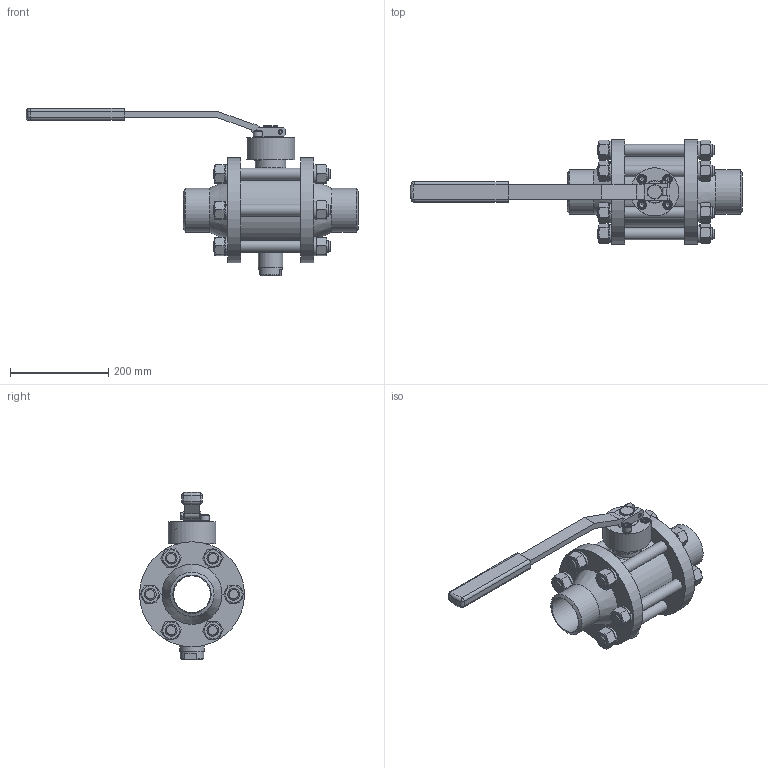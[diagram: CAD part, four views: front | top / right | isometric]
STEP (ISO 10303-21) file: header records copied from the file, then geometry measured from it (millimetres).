
FILE_DESCRIPTION(('STEP AP203'), '1');
FILE_NAME('扰鳧 _ 埡39.320.080.000', '', ('UNSPECIFIED'), ('UNSPECIFIED'), 'ASCON STEP Converter 1.6', 'ASCON Math Kernel', '');
FILE_SCHEMA(('CONFIG_CONTROL_DESIGN'));
Length unit declared in the file: millimetre
Products named in the file (1): 埡39.320.080.000
Bounding box: 676.73 x 214 x 340.43 mm (x, y, z)
Volume: 4936002.2 mm3; surface area: 737503.5 mm2
Topology: 1 solids, 3 shells, 649 faces, 1599 edges, 988 vertices
Faces by surface type: plane 360, cylinder 154, cone 110, torus 18, bspline 6, sphere 1
Full cylindrical faces by diameter (mm): 8 x1, 8.376 x1, 9 x1, 10 x4, 12 x8, 14 x4, 18 x3, 20 x5, 24 x18, 26 x12, 29.5 x1, 30 x9, 31 x4, 33 x1, 33.7 x2, 35 x1, 35.5 x1, 36 x2, 39 x1, 40 x6, 48 x1, 49 x1, 50 x1, 55 x1, 62 x1, 75 x1, 76 x2, 81 x2, 90 x2, 94 x2
Entity records: 33294 total; most frequent: CARTESIAN_POINT 13827, DIRECTION 2954, ORIENTED_EDGE 2684, EDGE_CURVE 1342, AXIS2_PLACEMENT_3D 1254, EDGE_LOOP 992, VERTEX_POINT 982, FACE_BOUND 693
